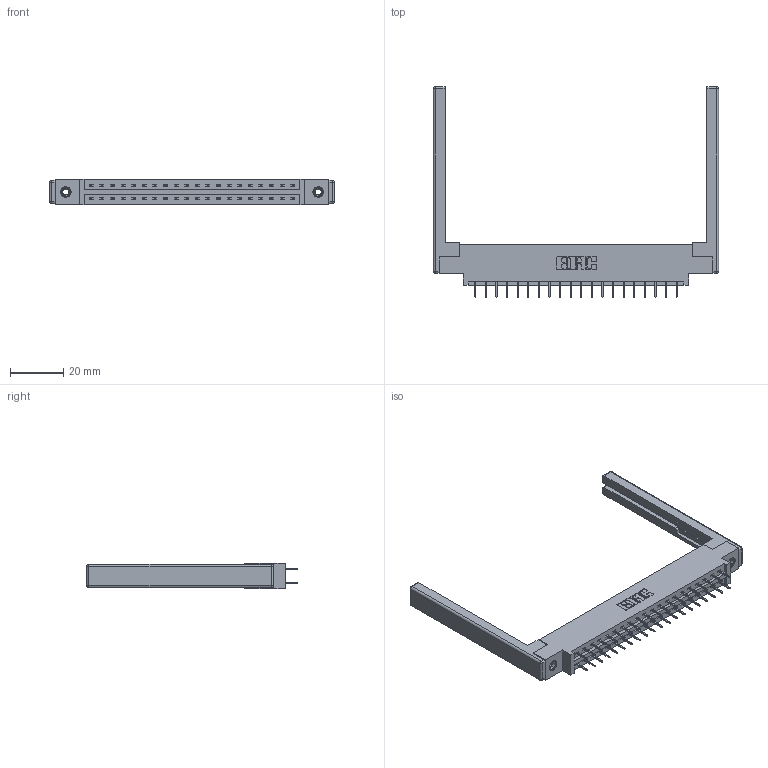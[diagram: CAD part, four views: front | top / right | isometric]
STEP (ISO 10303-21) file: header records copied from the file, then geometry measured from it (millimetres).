
FILE_DESCRIPTION (( 'STEP AP203' ), '1' );
FILE_NAME ('337-040-524-868.STEP', '2019-10-11T12:00:53', ( '' ), ( '' ), 'SwSTEP 2.0', 'SolidWorks 2016', '' );
FILE_SCHEMA (( 'CONFIG_CONTROL_DESIGN' ));
Length unit declared in the file: inch
Products named in the file (5): 307-220-068; 337 Part_0.170 Offset - 0.156 Dia-TI; 345-292-001_345-293-124; 345-250-001_345-250-001-102; 337-040-524-868
Assembly tree (45 placements, depth 2):
  337-040-524-868
    337 Part_0.170 Offset - 0.156 Dia-TI
    345-292-001_345-293-124  x40
    345-250-001_345-250-001-102  x2
    307-220-068  x2
Bounding box: 106.68 x 78.75 x 9.4 mm (x, y, z)
Volume: 15156.7 mm3; surface area: 15918.7 mm2
Topology: 45 solids, 45 shells, 2592 faces, 7313 edges, 4694 vertices
Faces by surface type: plane 1922, cylinder 646, cone 12, sphere 8, torus 4
Entity records: 21318 total; most frequent: CARTESIAN_POINT 3575, ORIENTED_EDGE 3500, DIRECTION 3152, EDGE_CURVE 1750, LINE 1576, VECTOR 1576, VERTEX_POINT 1154, AXIS2_PLACEMENT_3D 788
